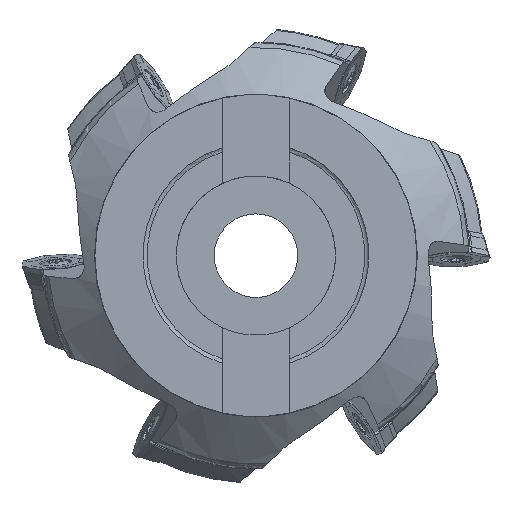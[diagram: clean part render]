
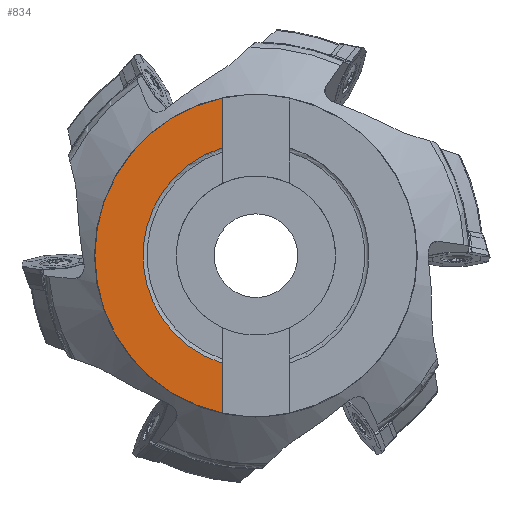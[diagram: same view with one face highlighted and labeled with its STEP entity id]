
A CAD part, top view. The second image highlights one B-rep face of the part: STEP entity #834.
In plain terms, the highlighted planar face has unit normal (0, 0, 1).
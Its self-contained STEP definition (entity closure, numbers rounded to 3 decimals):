
#509=FACE_OUTER_BOUND('',#2552,.T.);
#834=ADVANCED_FACE('',(#509),#1169,.T.);
#1169=PLANE('',#7279);
#1972=LINE('',#10392,#2167);
#1973=LINE('',#10396,#2168);
#2167=VECTOR('',#8022,1.);
#2168=VECTOR('',#8025,1.);
#2552=EDGE_LOOP('',(#3308,#3309,#3310,#3311));
#3308=ORIENTED_EDGE('',*,*,#6087,.F.);
#3309=ORIENTED_EDGE('',*,*,#6088,.F.);
#3310=ORIENTED_EDGE('',*,*,#6089,.T.);
#3311=ORIENTED_EDGE('',*,*,#6090,.F.);
#5290=VERTEX_POINT('',#10390);
#5291=VERTEX_POINT('',#10391);
#5292=VERTEX_POINT('',#10393);
#5293=VERTEX_POINT('',#10395);
#6087=EDGE_CURVE('',#5290,#5291,#6914,.T.);
#6088=EDGE_CURVE('',#5292,#5290,#1972,.T.);
#6089=EDGE_CURVE('',#5292,#5293,#6915,.T.);
#6090=EDGE_CURVE('',#5291,#5293,#1973,.T.);
#6914=CIRCLE('',#7277,27.);
#6915=CIRCLE('',#7278,38.5);
#7277=AXIS2_PLACEMENT_3D('',#10389,#8020,#8021);
#7278=AXIS2_PLACEMENT_3D('',#10394,#8023,#8024);
#7279=AXIS2_PLACEMENT_3D('',#10397,#8026,#8027);
#8020=DIRECTION('',(0.,0.,1.));
#8021=DIRECTION('',(-1.,0.,0.));
#8022=DIRECTION('',(0.,-1.,0.));
#8023=DIRECTION('',(0.,0.,1.));
#8024=DIRECTION('',(-1.,0.,0.));
#8025=DIRECTION('',(0.,-1.,0.));
#8026=DIRECTION('',(0.,0.,1.));
#8027=DIRECTION('',(-1.,0.,0.));
#10389=CARTESIAN_POINT('',(0.,0.,0.));
#10390=CARTESIAN_POINT('',(-8.028,25.779,0.));
#10391=CARTESIAN_POINT('',(-8.028,-25.779,0.));
#10392=CARTESIAN_POINT('',(-8.028,0.,0.));
#10393=CARTESIAN_POINT('',(-8.028,37.654,0.));
#10394=CARTESIAN_POINT('',(0.,0.,0.));
#10395=CARTESIAN_POINT('',(-8.028,-37.654,0.));
#10396=CARTESIAN_POINT('',(-8.028,67.425,0.));
#10397=CARTESIAN_POINT('',(0.,0.,0.));
